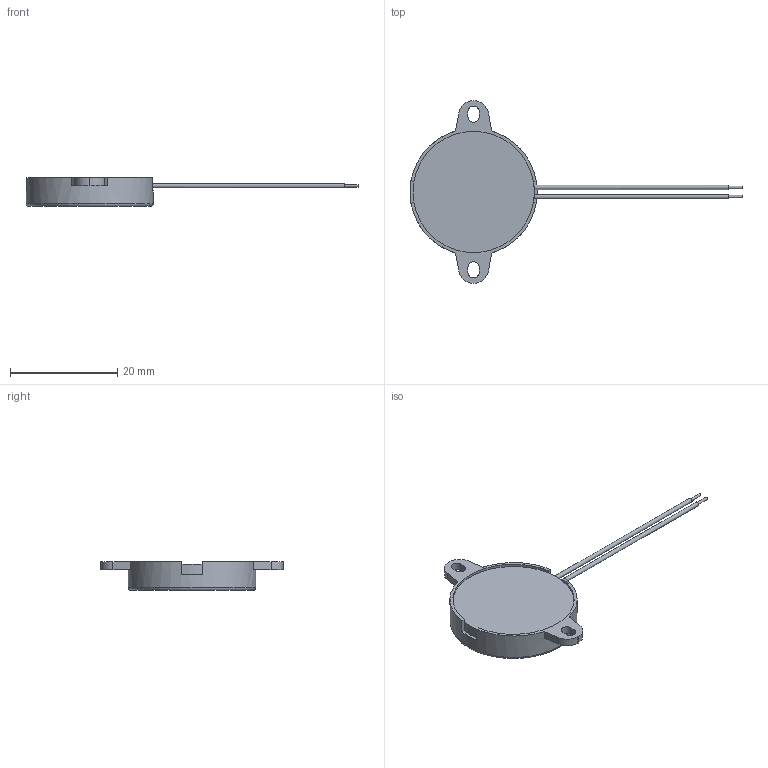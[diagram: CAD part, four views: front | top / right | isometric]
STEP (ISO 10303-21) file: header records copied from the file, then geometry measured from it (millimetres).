
FILE_DESCRIPTION(/* description */ ('Alibre Inc.'),/* implementation_level */ '2;1');
FILE_NAME(/* name */ 'export0',/* time_stamp */ '2018-03-28T19:26:29-05:00',/* author */ (''),/* organization */ (''),/* preprocessor_version */ 'ST-DEVELOPER v14',/* originating_system */ 'Alibre',/* authorisation */ '');
FILE_SCHEMA (('AUTOMOTIVE_DESIGN'));
Length unit declared in the file: centimetre
Bounding box: 61.85 x 34 x 5.4 mm (x, y, z)
Volume: 2221.9 mm3; surface area: 1680.4 mm2
Topology: 1 solids, 1 shells, 50 faces, 126 edges, 83 vertices
Faces by surface type: plane 31, cylinder 18, torus 1
Full cylindrical faces by diameter (mm): 0.472 x2, 0.8 x2, 4 x1, 23.7 x1
Entity records: 1431 total; most frequent: CARTESIAN_POINT 297, ORIENTED_EDGE 232, DIRECTION 201, EDGE_CURVE 116, AXIS2_PLACEMENT_3D 81, VERTEX_POINT 80, VECTOR 68, LINE 68
